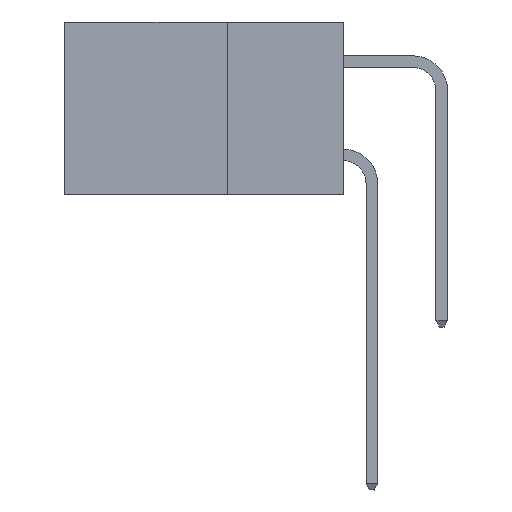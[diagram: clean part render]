
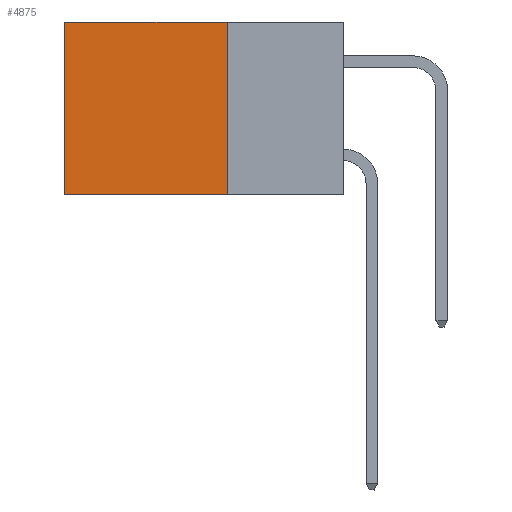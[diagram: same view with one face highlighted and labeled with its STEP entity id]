
A CAD part, left-side view. The second image highlights one B-rep face of the part: STEP entity #4875.
In plain terms, the highlighted planar face has unit normal (-1, 0, 0).
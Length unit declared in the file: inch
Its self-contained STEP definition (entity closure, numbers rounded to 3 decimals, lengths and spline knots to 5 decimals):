
#2 = EDGE_CURVE ( 'NONE', #27627, #3059, #28534, .T. ) ;
#656 = CARTESIAN_POINT ( 'NONE',  ( 0.298, 0.25, 0. ) ) ;
#1182 = DIRECTION ( 'NONE',  ( 0., 0., -1. ) ) ;
#2114 = VECTOR ( 'NONE', #20197, 39.37008 ) ;
#2705 = ORIENTED_EDGE ( 'NONE', *, *, #5825, .T. ) ;
#3059 = VERTEX_POINT ( 'NONE', #17722 ) ;
#4875 = ADVANCED_FACE ( 'NONE', ( #9727 ), #27026, .F. ) ;
#5693 = CARTESIAN_POINT ( 'NONE',  ( 0.298, 0.6, -0.37 ) ) ;
#5825 = EDGE_CURVE ( 'NONE', #27947, #28387, #8259, .T. ) ;
#7948 = AXIS2_PLACEMENT_3D ( 'NONE', #27063, #28682, #28649 ) ;
#8259 = LINE ( 'NONE', #17957, #2114 ) ;
#8929 = ORIENTED_EDGE ( 'NONE', *, *, #13511, .T. ) ;
#9727 = FACE_OUTER_BOUND ( 'NONE', #11059, .T. ) ;
#9777 = ORIENTED_EDGE ( 'NONE', *, *, #11986, .F. ) ;
#11059 = EDGE_LOOP ( 'NONE', ( #2705, #9777, #24573, #8929 ) ) ;
#11986 = EDGE_CURVE ( 'NONE', #3059, #28387, #27354, .T. ) ;
#13491 = CARTESIAN_POINT ( 'NONE',  ( 0.298, 0.25, 0. ) ) ;
#13511 = EDGE_CURVE ( 'NONE', #27627, #27947, #20680, .T. ) ;
#13587 = DIRECTION ( 'NONE',  ( 0., 1., 0. ) ) ;
#14740 = VECTOR ( 'NONE', #13587, 39.37008 ) ;
#17087 = DIRECTION ( 'NONE',  ( 0., 1., 0. ) ) ;
#17722 = CARTESIAN_POINT ( 'NONE',  ( 0.298, 0.25, -0.37 ) ) ;
#17957 = CARTESIAN_POINT ( 'NONE',  ( 0.298, 0.6, 0. ) ) ;
#20197 = DIRECTION ( 'NONE',  ( 0., 0., -1. ) ) ;
#20680 = LINE ( 'NONE', #13491, #14740 ) ;
#22149 = CARTESIAN_POINT ( 'NONE',  ( 0.298, 0.6, 0. ) ) ;
#22650 = VECTOR ( 'NONE', #1182, 39.37008 ) ;
#23838 = CARTESIAN_POINT ( 'NONE',  ( 0.298, 0.25, -0.37 ) ) ;
#24573 = ORIENTED_EDGE ( 'NONE', *, *, #2, .F. ) ;
#26664 = VECTOR ( 'NONE', #17087, 39.37008 ) ;
#27026 = PLANE ( 'NONE',  #7948 ) ;
#27063 = CARTESIAN_POINT ( 'NONE',  ( 0.298, 0.25, 0. ) ) ;
#27354 = LINE ( 'NONE', #23838, #26664 ) ;
#27627 = VERTEX_POINT ( 'NONE', #656 ) ;
#27947 = VERTEX_POINT ( 'NONE', #22149 ) ;
#28197 = CARTESIAN_POINT ( 'NONE',  ( 0.298, 0.25, 0. ) ) ;
#28387 = VERTEX_POINT ( 'NONE', #5693 ) ;
#28534 = LINE ( 'NONE', #28197, #22650 ) ;
#28649 = DIRECTION ( 'NONE',  ( 0., 0., -1. ) ) ;
#28682 = DIRECTION ( 'NONE',  ( 1., 0., 0. ) ) ;
